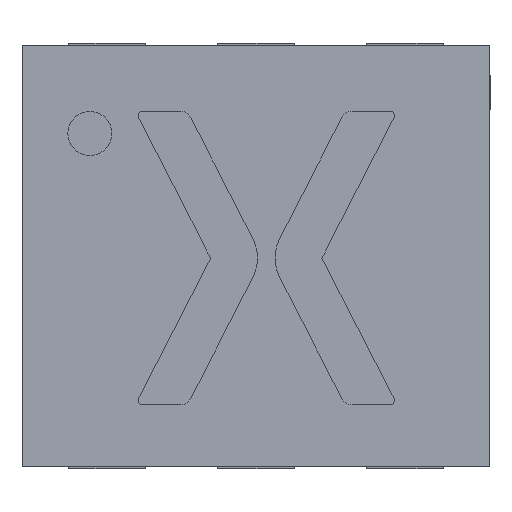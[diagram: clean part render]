
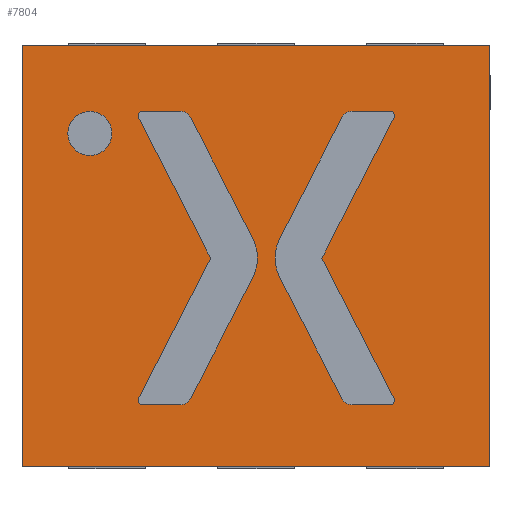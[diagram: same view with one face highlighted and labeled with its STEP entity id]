
A CAD part, front view. The second image highlights one B-rep face of the part: STEP entity #7804.
In plain terms, the highlighted planar face has unit normal (0, -1, 0).
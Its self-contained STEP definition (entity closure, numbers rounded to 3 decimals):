
#73 = CARTESIAN_POINT ( 'NONE',  ( 0., 0., 0. ) ) ;
#74 = CARTESIAN_POINT ( 'NONE',  ( 0., 0., -0.99 ) ) ;
#1006 = EDGE_CURVE ( 'NONE', #1996, #7538, #9421, .T. ) ;
#1499 = ORIENTED_EDGE ( 'NONE', *, *, #12294, .F. ) ;
#1996 = VERTEX_POINT ( 'NONE', #4248 ) ;
#2207 = CARTESIAN_POINT ( 'NONE',  ( 1.099, 0., 0. ) ) ;
#2281 = EDGE_CURVE ( 'NONE', #12182, #1996, #7684, .T. ) ;
#2378 = DIRECTION ( 'NONE',  ( 0., 0., 1. ) ) ;
#2427 = DIRECTION ( 'NONE',  ( -1., 0., 0. ) ) ;
#2431 = DIRECTION ( 'NONE',  ( 0., 0., -1. ) ) ;
#2442 = DIRECTION ( 'NONE',  ( 0., -1., 0. ) ) ;
#2607 = EDGE_CURVE ( 'NONE', #11459, #12182, #7020, .T. ) ;
#3174 = FACE_OUTER_BOUND ( 'NONE', #8981, .T. ) ;
#3331 = ORIENTED_EDGE ( 'NONE', *, *, #2607, .F. ) ;
#3391 = CARTESIAN_POINT ( 'NONE',  ( 0., 0., -0.99 ) ) ;
#3851 = CARTESIAN_POINT ( 'NONE',  ( 0., 0., 0. ) ) ;
#4248 = CARTESIAN_POINT ( 'NONE',  ( 1.099, 0., -0.99 ) ) ;
#4258 = VECTOR ( 'NONE', #2427, 1000. ) ;
#4325 = PLANE ( 'NONE',  #8658 ) ;
#5092 = VECTOR ( 'NONE', #2431, 1000. ) ;
#5483 = CARTESIAN_POINT ( 'NONE',  ( 1.099, 0., 0. ) ) ;
#5566 = VECTOR ( 'NONE', #2378, 1000. ) ;
#6734 = VECTOR ( 'NONE', #6768, 1000. ) ;
#6768 = DIRECTION ( 'NONE',  ( 1., 0., 0. ) ) ;
#7020 = LINE ( 'NONE', #3851, #6734 ) ;
#7242 = ORIENTED_EDGE ( 'NONE', *, *, #1006, .F. ) ;
#7306 = DIRECTION ( 'NONE',  ( 0., 0., -1. ) ) ;
#7538 = VERTEX_POINT ( 'NONE', #74 ) ;
#7684 = LINE ( 'NONE', #5483, #5092 ) ;
#7804 = ADVANCED_FACE ( 'NONE', ( #3174 ), #4325, .T. ) ;
#8226 = CARTESIAN_POINT ( 'NONE',  ( 0., 0., 0. ) ) ;
#8658 = AXIS2_PLACEMENT_3D ( 'NONE', #8226, #2442, #7306 ) ;
#8981 = EDGE_LOOP ( 'NONE', ( #1499, #7242, #9623, #3331 ) ) ;
#9421 = LINE ( 'NONE', #3391, #4258 ) ;
#9623 = ORIENTED_EDGE ( 'NONE', *, *, #2281, .F. ) ;
#10095 = CARTESIAN_POINT ( 'NONE',  ( 0., 0., 0. ) ) ;
#10688 = LINE ( 'NONE', #10095, #5566 ) ;
#11459 = VERTEX_POINT ( 'NONE', #73 ) ;
#12182 = VERTEX_POINT ( 'NONE', #2207 ) ;
#12294 = EDGE_CURVE ( 'NONE', #7538, #11459, #10688, .T. ) ;
